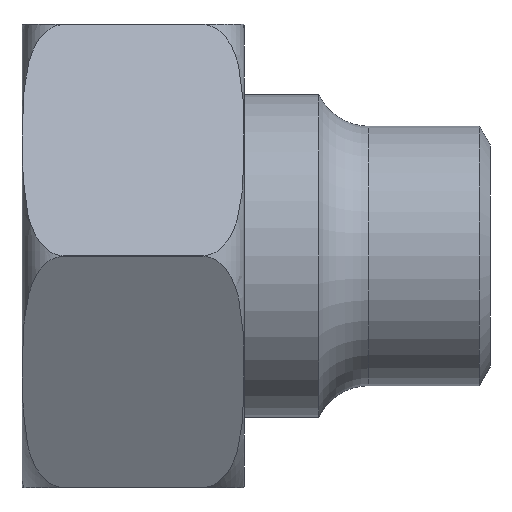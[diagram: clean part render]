
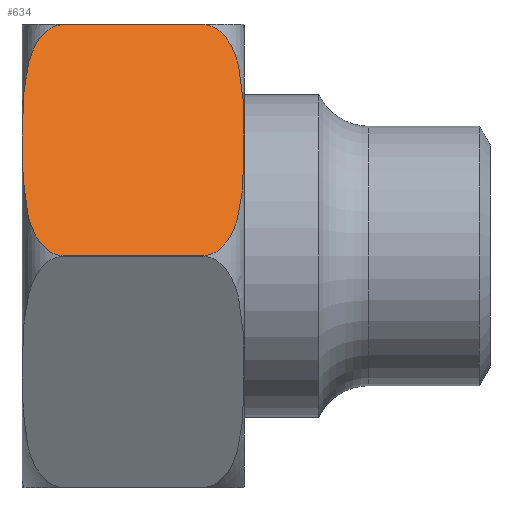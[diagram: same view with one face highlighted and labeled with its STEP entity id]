
A CAD part, front view. The second image highlights one B-rep face of the part: STEP entity #634.
In plain terms, the highlighted planar face has unit normal (0, -0.866, 0.5).
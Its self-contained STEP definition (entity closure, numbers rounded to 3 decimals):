
#524=FACE_OUTER_BOUND('',#907,.T.);
#600=LINE('',#2767,#614);
#601=LINE('',#2886,#615);
#614=VECTOR('',#2230,1.);
#615=VECTOR('',#2241,1.);
#634=ADVANCED_FACE('',(#524),#734,.T.);
#734=PLANE('',#2118);
#907=EDGE_LOOP('',(#1148,#1149,#1150,#1151));
#1148=ORIENTED_EDGE('',*,*,#1742,.T.);
#1149=ORIENTED_EDGE('',*,*,#1746,.T.);
#1150=ORIENTED_EDGE('',*,*,#1752,.T.);
#1151=ORIENTED_EDGE('',*,*,#1758,.T.);
#1570=VERTEX_POINT('',#2761);
#1573=VERTEX_POINT('',#2766);
#1575=VERTEX_POINT('',#2807);
#1578=VERTEX_POINT('',#2885);
#1742=EDGE_CURVE('',#1570,#1573,#600,.T.);
#1746=EDGE_CURVE('',#1573,#1575,#1958,.T.);
#1752=EDGE_CURVE('',#1575,#1578,#601,.T.);
#1758=EDGE_CURVE('',#1578,#1570,#1966,.T.);
#1958=B_SPLINE_CURVE_WITH_KNOTS('',3,(#2808,#2809,#2810,#2811,#2812,#2813,
#2814,#2815,#2816,#2817,#2818,#2819,#2820,#2821,#2822,#2823,#2824,#2825),
 .UNSPECIFIED.,.F.,.F.,(4,2,2,2,2,2,2,2,4),(0.,0.062,0.125,
0.25,0.5,0.75,0.875,0.938,1.),.UNSPECIFIED.);
#1966=B_SPLINE_CURVE_WITH_KNOTS('',3,(#2961,#2962,#2963,#2964,#2965,#2966,
#2967,#2968,#2969,#2970,#2971,#2972,#2973,#2974,#2975,#2976,#2977,#2978),
 .UNSPECIFIED.,.F.,.F.,(4,2,2,2,2,2,2,2,4),(0.,0.063,0.125,0.25,0.5,0.75,
0.875,0.938,1.),.UNSPECIFIED.);
#2118=AXIS2_PLACEMENT_3D('',#3020,#2275,#2276);
#2230=DIRECTION('',(-1.,0.,0.));
#2241=DIRECTION('',(1.,0.,0.));
#2275=DIRECTION('',(0.,-0.866,0.5));
#2276=DIRECTION('',(0.,-0.5,-0.866));
#2761=CARTESIAN_POINT('',(19.5,-14.451,24.97));
#2766=CARTESIAN_POINT('',(4.5,-14.451,24.97));
#2767=CARTESIAN_POINT('',(0.,-14.451,24.97));
#2807=CARTESIAN_POINT('',(4.5,-28.85,0.03));
#2808=CARTESIAN_POINT('',(4.5,-14.451,24.97));
#2809=CARTESIAN_POINT('',(3.811,-14.451,24.97));
#2810=CARTESIAN_POINT('',(3.165,-14.619,24.679));
#2811=CARTESIAN_POINT('',(2.174,-15.081,23.88));
#2812=CARTESIAN_POINT('',(1.799,-15.373,23.374));
#2813=CARTESIAN_POINT('',(0.918,-16.283,21.797));
#2814=CARTESIAN_POINT('',(0.623,-16.953,20.637));
#2815=CARTESIAN_POINT('',(0.047,-18.938,17.198));
#2816=CARTESIAN_POINT('',(0.048,-20.291,14.855));
#2817=CARTESIAN_POINT('',(0.047,-22.973,10.21));
#2818=CARTESIAN_POINT('',(0.042,-24.314,7.887));
#2819=CARTESIAN_POINT('',(0.607,-26.311,4.428));
#2820=CARTESIAN_POINT('',(0.897,-26.989,3.254));
#2821=CARTESIAN_POINT('',(1.786,-27.919,1.643));
#2822=CARTESIAN_POINT('',(2.159,-28.212,1.136));
#2823=CARTESIAN_POINT('',(3.158,-28.681,0.323));
#2824=CARTESIAN_POINT('',(3.806,-28.85,0.03));
#2825=CARTESIAN_POINT('',(4.5,-28.85,0.03));
#2885=CARTESIAN_POINT('',(19.5,-28.85,0.03));
#2886=CARTESIAN_POINT('',(0.,-28.85,0.03));
#2961=CARTESIAN_POINT('',(19.5,-28.85,0.03));
#2962=CARTESIAN_POINT('',(20.189,-28.85,0.03));
#2963=CARTESIAN_POINT('',(20.835,-28.682,0.321));
#2964=CARTESIAN_POINT('',(21.826,-28.221,1.12));
#2965=CARTESIAN_POINT('',(22.201,-27.929,1.626));
#2966=CARTESIAN_POINT('',(23.082,-27.018,3.203));
#2967=CARTESIAN_POINT('',(23.377,-26.349,4.363));
#2968=CARTESIAN_POINT('',(23.953,-24.363,7.802));
#2969=CARTESIAN_POINT('',(23.952,-23.01,10.145));
#2970=CARTESIAN_POINT('',(23.953,-20.328,14.79));
#2971=CARTESIAN_POINT('',(23.958,-18.987,17.113));
#2972=CARTESIAN_POINT('',(23.393,-16.99,20.572));
#2973=CARTESIAN_POINT('',(23.103,-16.312,21.746));
#2974=CARTESIAN_POINT('',(22.214,-15.382,23.357));
#2975=CARTESIAN_POINT('',(21.841,-15.089,23.864));
#2976=CARTESIAN_POINT('',(20.842,-14.62,24.677));
#2977=CARTESIAN_POINT('',(20.194,-14.451,24.97));
#2978=CARTESIAN_POINT('',(19.5,-14.451,24.97));
#3020=CARTESIAN_POINT('',(26.4,-28.868,0.));
